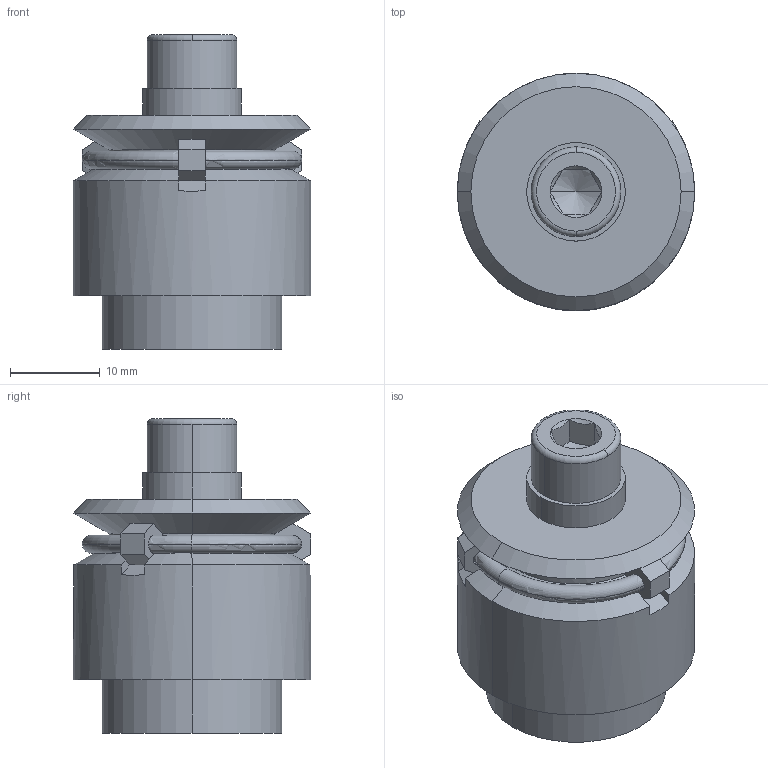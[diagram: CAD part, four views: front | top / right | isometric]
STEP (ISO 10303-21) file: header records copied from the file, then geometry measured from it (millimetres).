
FILE_DESCRIPTION(('STEP AP214'),'1');
FILE_NAME(' ',' ',('TraceParts'),('TraceParts S.A.'),'XStep 1.0',' ',' ');
FILE_SCHEMA(('automotive_design'));
Length unit declared in the file: millimetre
Products named in the file (1): 1
Bounding box: 26.5 x 26.5 x 35.1 mm (x, y, z)
Volume: 12449.9 mm3; surface area: 4530.4 mm2
Topology: 1 solids, 1 shells, 129 faces, 314 edges, 185 vertices
Faces by surface type: plane 58, cylinder 28, cone 26, torus 17
Entity records: 7500 total; most frequent: CARTESIAN_POINT 1041, ORIENTED_EDGE 652, STYLED_ITEM 626, PRESENTATION_STYLE_ASSIGNMENT 626, COLOUR_RGB 626, DIRECTION 605, EDGE_CURVE 312, CURVE_STYLE 312
